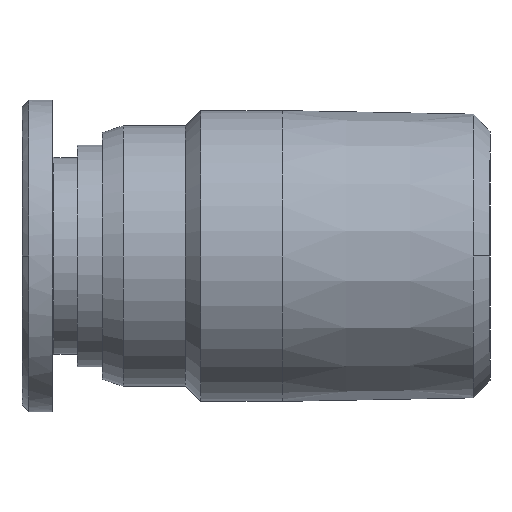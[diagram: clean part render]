
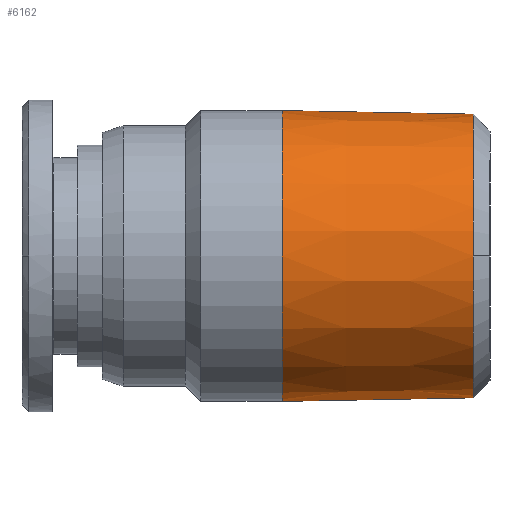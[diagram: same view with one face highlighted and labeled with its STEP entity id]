
A CAD part, front view. The second image highlights one B-rep face of the part: STEP entity #6162.
In plain terms, the highlighted conical face has half-angle 1.06 degrees and reference radius 10.5 mm.
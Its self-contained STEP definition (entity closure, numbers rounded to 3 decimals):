
#153 = CARTESIAN_POINT ( 'NONE',  ( -4.5, 0., 10.5 ) ) ;
#489 = EDGE_CURVE ( 'NONE', #13360, #6371, #12209, .T. ) ;
#751 = DIRECTION ( 'NONE',  ( 1., 0., 0. ) ) ;
#884 = DIRECTION ( 'NONE',  ( 0., 0., 1. ) ) ;
#920 = EDGE_CURVE ( 'NONE', #4984, #13360, #9634, .T. ) ;
#1325 = CARTESIAN_POINT ( 'NONE',  ( -4.5, 0., 0. ) ) ;
#1350 = VECTOR ( 'NONE', #2295, 1000. ) ;
#1421 = CIRCLE ( 'NONE', #8268, 10.245 ) ;
#1562 = VERTEX_POINT ( 'NONE', #2198 ) ;
#1918 = CONICAL_SURFACE ( 'NONE', #10996, 10.5, 0.018 ) ;
#2097 = CARTESIAN_POINT ( 'NONE',  ( 9.3, 0., 0. ) ) ;
#2198 = CARTESIAN_POINT ( 'NONE',  ( -4.5, 0., -10.5 ) ) ;
#2295 = DIRECTION ( 'NONE',  ( -1., 0., -0.018 ) ) ;
#2383 = DIRECTION ( 'NONE',  ( -1., 0., 0. ) ) ;
#2924 = EDGE_CURVE ( 'NONE', #11103, #4984, #1421, .T. ) ;
#3108 = DIRECTION ( 'NONE',  ( -1., 0., 0. ) ) ;
#3171 = ORIENTED_EDGE ( 'NONE', *, *, #8088, .T. ) ;
#3383 = EDGE_CURVE ( 'NONE', #11103, #1562, #7233, .T. ) ;
#4326 = ORIENTED_EDGE ( 'NONE', *, *, #920, .T. ) ;
#4695 = CARTESIAN_POINT ( 'NONE',  ( 9.3, 0., 10.245 ) ) ;
#4937 = VECTOR ( 'NONE', #9736, 1000. ) ;
#4984 = VERTEX_POINT ( 'NONE', #10111 ) ;
#6162 = ADVANCED_FACE ( 'NONE', ( #13258 ), #1918, .T. ) ;
#6269 = EDGE_LOOP ( 'NONE', ( #9441, #10574, #4326, #9815, #3171 ) ) ;
#6371 = VERTEX_POINT ( 'NONE', #153 ) ;
#7233 = LINE ( 'NONE', #9627, #1350 ) ;
#7599 = DIRECTION ( 'NONE',  ( 0., 0., 1. ) ) ;
#8077 = AXIS2_PLACEMENT_3D ( 'NONE', #13147, #751, #884 ) ;
#8088 = EDGE_CURVE ( 'NONE', #6371, #1562, #10934, .T. ) ;
#8268 = AXIS2_PLACEMENT_3D ( 'NONE', #11718, #2383, #8657 ) ;
#8657 = DIRECTION ( 'NONE',  ( 0., 0., 1. ) ) ;
#8735 = CARTESIAN_POINT ( 'NONE',  ( -4.5, 0., 10.5 ) ) ;
#9441 = ORIENTED_EDGE ( 'NONE', *, *, #3383, .F. ) ;
#9627 = CARTESIAN_POINT ( 'NONE',  ( -4.5, 0., -10.5 ) ) ;
#9634 = CIRCLE ( 'NONE', #10055, 10.245 ) ;
#9736 = DIRECTION ( 'NONE',  ( -1., 0., 0.018 ) ) ;
#9815 = ORIENTED_EDGE ( 'NONE', *, *, #489, .T. ) ;
#10055 = AXIS2_PLACEMENT_3D ( 'NONE', #2097, #3108, #10360 ) ;
#10111 = CARTESIAN_POINT ( 'NONE',  ( 9.3, -10.245, 0. ) ) ;
#10360 = DIRECTION ( 'NONE',  ( 0., 0., 1. ) ) ;
#10574 = ORIENTED_EDGE ( 'NONE', *, *, #2924, .T. ) ;
#10934 = CIRCLE ( 'NONE', #8077, 10.5 ) ;
#10996 = AXIS2_PLACEMENT_3D ( 'NONE', #1325, #11617, #7599 ) ;
#11103 = VERTEX_POINT ( 'NONE', #12167 ) ;
#11617 = DIRECTION ( 'NONE',  ( -1., 0., 0. ) ) ;
#11718 = CARTESIAN_POINT ( 'NONE',  ( 9.3, 0., 0. ) ) ;
#12167 = CARTESIAN_POINT ( 'NONE',  ( 9.3, 0., -10.245 ) ) ;
#12209 = LINE ( 'NONE', #8735, #4937 ) ;
#13147 = CARTESIAN_POINT ( 'NONE',  ( -4.5, 0., 0. ) ) ;
#13258 = FACE_OUTER_BOUND ( 'NONE', #6269, .T. ) ;
#13360 = VERTEX_POINT ( 'NONE', #4695 ) ;
